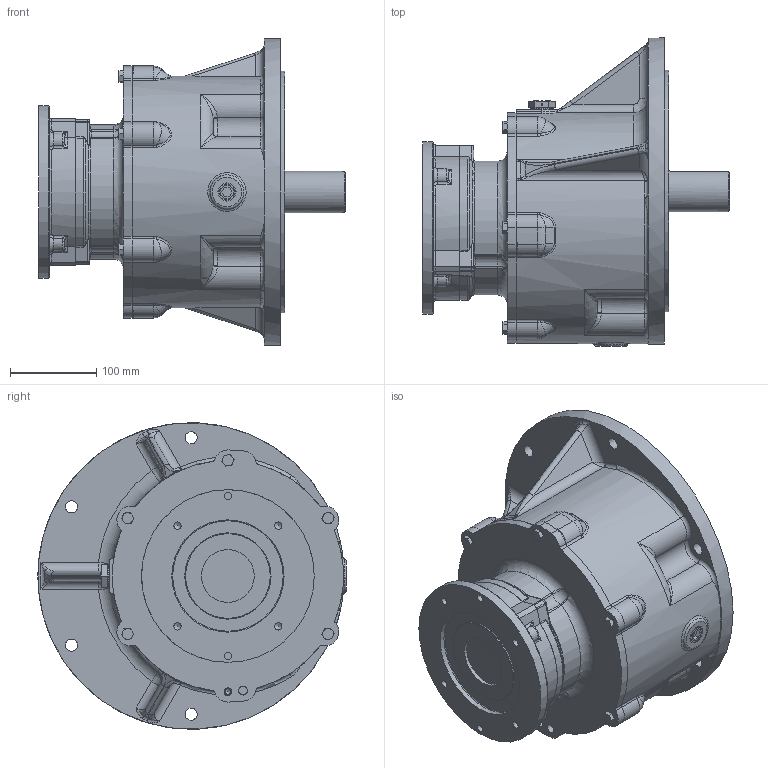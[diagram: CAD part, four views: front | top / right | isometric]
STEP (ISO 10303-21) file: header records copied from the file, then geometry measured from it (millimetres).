
FILE_DESCRIPTION (( 'STEP AP214' ), '1' );
FILE_NAME ('FN_FVI_1.5_R75.stp', '2022-06-23T00:23:37', ( 'Windows 餌辨濠' ), ( '' ), 'SwSTEP 2.0', 'SolidWorks 2021', '' );
FILE_SCHEMA (( 'AUTOMOTIVE_DESIGN' ));
Length unit declared in the file: millimetre
Products named in the file (1): FN_FVI_1.5_R75
Bounding box: 355 x 357.18 x 355 mm (x, y, z)
Volume: 13690364.2 mm3; surface area: 695981.7 mm2
Topology: 12 solids, 12 shells, 670 faces, 1631 edges, 987 vertices
Faces by surface type: cylinder 231, plane 159, bspline 115, torus 81, cone 78, sphere 6
Full cylindrical faces by diameter (mm): 1.5 x1, 6.647 x6, 6.8 x3, 8 x5, 8.5 x6, 9 x9, 10 x2, 11.6 x5, 14 x6, 14.95 x2, 18 x1, 26 x1, 48 x1, 50 x1, 54.8 x1, 61 x1, 68 x1, 72 x2, 98 x1, 130 x1, 200 x1, 280 x1, 355 x1
Entity records: 33903 total; most frequent: CARTESIAN_POINT 19699, ORIENTED_EDGE 2860, DIRECTION 2800, EDGE_CURVE 1430, AXIS2_PLACEMENT_3D 1182, VERTEX_POINT 939, EDGE_LOOP 865, FACE_OUTER_BOUND 749
